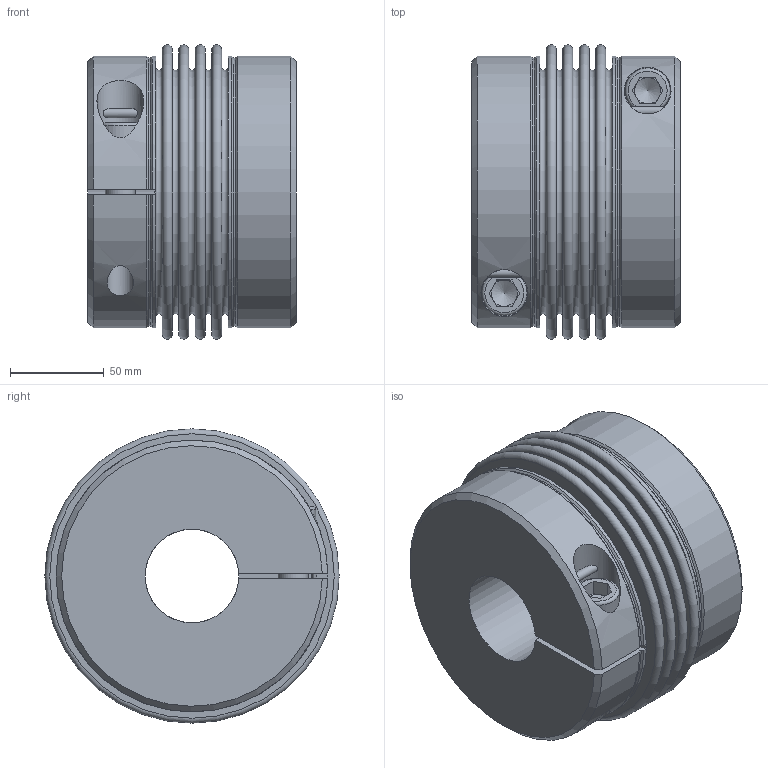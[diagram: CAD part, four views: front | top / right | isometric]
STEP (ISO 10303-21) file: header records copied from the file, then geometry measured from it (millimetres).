
FILE_DESCRIPTION( ( 'Unknown' ), '1' );
FILE_NAME( 'KG 1300.stp', 'Unknown', ( 'Unknown' ), ( 'Unknown' ), 'PSStep 10.1', 'Unknown', ' ' );
FILE_SCHEMA( ( 'AUTOMOTIVE_DESIGN { 1 0 10303 214 1 1 1 1 }' ) );
Length unit declared in the file: millimetre
Products named in the file (1): KT101638
Bounding box: 111.43 x 157 x 157 mm (x, y, z)
Volume: 1057992.6 mm3; surface area: 239741.5 mm2
Topology: 1 solids, 1 shells, 102 faces, 220 edges, 146 vertices
Faces by surface type: plane 54, torus 22, cylinder 18, cone 8
Full cylindrical faces by diameter (mm): 14 x2, 16 x2, 16.5 x2, 24 x2, 25 x2, 145 x2
Entity records: 3922 total; most frequent: CARTESIAN_POINT 1019, DIRECTION 448, ORIENTED_EDGE 340, AXIS2_PLACEMENT_3D 185, EDGE_CURVE 170, EDGE_LOOP 168, FACE_OUTER_BOUND 134, VERTEX_POINT 132
